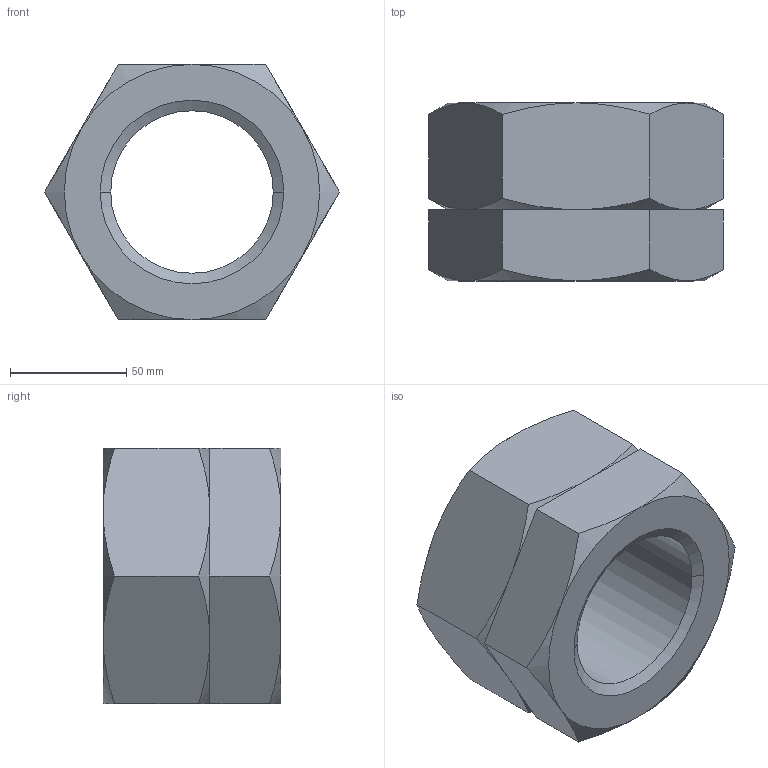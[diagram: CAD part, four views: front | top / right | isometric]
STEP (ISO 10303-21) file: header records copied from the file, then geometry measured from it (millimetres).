
FILE_DESCRIPTION((''),'2;1');
FILE_NAME('0RTHN076_____0','2019-10-29T14:24:40',('kim.bk'),(''),'CREO PARAMETRIC BY PTC INC, 2019010','CREO PARAMETRIC BY PTC INC, 2019010','');
FILE_SCHEMA(('CONFIG_CONTROL_DESIGN'));
Length unit declared in the file: millimetre
Products named in the file (1): 0RTHN076_____0
Bounding box: 127.02 x 76.6 x 110 mm (x, y, z)
Volume: 500117.8 mm3; surface area: 79110.6 mm2
Topology: 2 solids, 2 shells, 321 faces, 881 edges, 582 vertices
Faces by surface type: plane 291, cone 26, cylinder 4
Entity records: 10197 total; most frequent: CARTESIAN_POINT 2024, ORIENTED_EDGE 1762, DIRECTION 1525, EDGE_CURVE 881, VECTOR 807, LINE 807, VERTEX_POINT 582, AXIS2_PLACEMENT_3D 359
